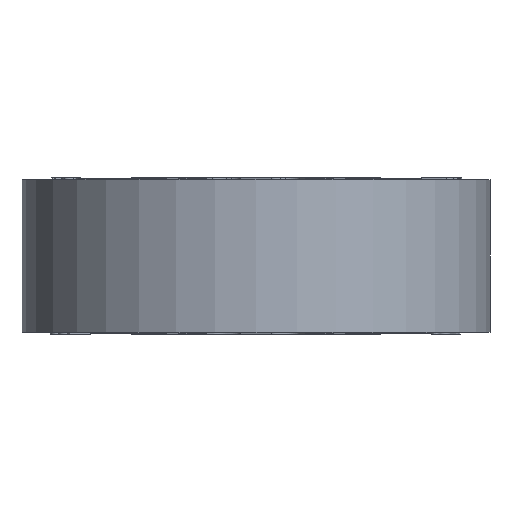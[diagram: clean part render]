
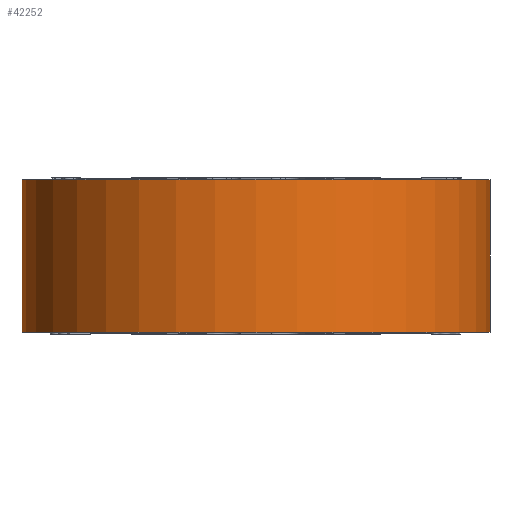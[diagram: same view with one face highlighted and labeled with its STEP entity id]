
A CAD part, front view. The second image highlights one B-rep face of the part: STEP entity #42252.
In plain terms, the highlighted cylindrical face has radius 38.1 mm (diameter 76.2 mm), a partial arc.
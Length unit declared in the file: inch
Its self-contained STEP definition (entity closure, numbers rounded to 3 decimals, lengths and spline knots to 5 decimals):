
#770 = FACE_OUTER_BOUND ( 'NONE', #47465, .T. ) ;
#1090 = VERTEX_POINT ( 'NONE', #34783 ) ;
#1424 = DIRECTION ( 'NONE',  ( 0., 0., -1. ) ) ;
#1518 = CARTESIAN_POINT ( 'NONE',  ( 1.5, 0., 0.48778 ) ) ;
#2859 = CIRCLE ( 'NONE', #29833, 1.5 ) ;
#4440 = VECTOR ( 'NONE', #42383, 39.37008 ) ;
#5699 = CARTESIAN_POINT ( 'NONE',  ( 0., 0., 0.48778 ) ) ;
#5982 = VERTEX_POINT ( 'NONE', #36218 ) ;
#6454 = VERTEX_POINT ( 'NONE', #18899 ) ;
#7735 = DIRECTION ( 'NONE',  ( 0., -1., 0. ) ) ;
#10663 = LINE ( 'NONE', #47384, #17583 ) ;
#12001 = CARTESIAN_POINT ( 'NONE',  ( 0., 0., 0.48778 ) ) ;
#14878 = AXIS2_PLACEMENT_3D ( 'NONE', #38103, #1424, #34226 ) ;
#15032 = ORIENTED_EDGE ( 'NONE', *, *, #20437, .F. ) ;
#16244 = AXIS2_PLACEMENT_3D ( 'NONE', #5699, #27184, #46285 ) ;
#16291 = VERTEX_POINT ( 'NONE', #41479 ) ;
#17170 = EDGE_CURVE ( 'NONE', #16291, #22689, #10663, .T. ) ;
#17583 = VECTOR ( 'NONE', #32610, 39.37008 ) ;
#18821 = CARTESIAN_POINT ( 'NONE',  ( 0., 0., -0.48778 ) ) ;
#18899 = CARTESIAN_POINT ( 'NONE',  ( 1.5, 0., -0.48778 ) ) ;
#19478 = DIRECTION ( 'NONE',  ( 0., -1., 0. ) ) ;
#19539 = CARTESIAN_POINT ( 'NONE',  ( 0., 0., 0.5 ) ) ;
#20437 = EDGE_CURVE ( 'NONE', #5982, #22689, #2859, .T. ) ;
#22086 = ORIENTED_EDGE ( 'NONE', *, *, #46805, .F. ) ;
#22461 = ORIENTED_EDGE ( 'NONE', *, *, #28765, .F. ) ;
#22689 = VERTEX_POINT ( 'NONE', #40234 ) ;
#23140 = CYLINDRICAL_SURFACE ( 'NONE', #26027, 1.5 ) ;
#26027 = AXIS2_PLACEMENT_3D ( 'NONE', #19539, #45418, #37920 ) ;
#27184 = DIRECTION ( 'NONE',  ( 0., 0., 1. ) ) ;
#27809 = EDGE_CURVE ( 'NONE', #6454, #5982, #36459, .T. ) ;
#28765 = EDGE_CURVE ( 'NONE', #16291, #1090, #37269, .T. ) ;
#29833 = AXIS2_PLACEMENT_3D ( 'NONE', #18821, #47586, #7735 ) ;
#31594 = CIRCLE ( 'NONE', #16244, 1.5 ) ;
#32610 = DIRECTION ( 'NONE',  ( 0., 0., -1. ) ) ;
#32931 = VERTEX_POINT ( 'NONE', #1518 ) ;
#34226 = DIRECTION ( 'NONE',  ( 0., -1., 0. ) ) ;
#34552 = ORIENTED_EDGE ( 'NONE', *, *, #17170, .T. ) ;
#34783 = CARTESIAN_POINT ( 'NONE',  ( 0., -1.5, 0.48778 ) ) ;
#36218 = CARTESIAN_POINT ( 'NONE',  ( 0., -1.5, -0.48778 ) ) ;
#36459 = CIRCLE ( 'NONE', #14878, 1.5 ) ;
#37269 = CIRCLE ( 'NONE', #40335, 1.5 ) ;
#37848 = DIRECTION ( 'NONE',  ( 0., 0., 1. ) ) ;
#37920 = DIRECTION ( 'NONE',  ( -1., 0., 0. ) ) ;
#38103 = CARTESIAN_POINT ( 'NONE',  ( 0., 0., -0.48778 ) ) ;
#40234 = CARTESIAN_POINT ( 'NONE',  ( -1.5, 0., -0.48778 ) ) ;
#40335 = AXIS2_PLACEMENT_3D ( 'NONE', #12001, #37848, #19478 ) ;
#41328 = EDGE_CURVE ( 'NONE', #1090, #32931, #31594, .T. ) ;
#41479 = CARTESIAN_POINT ( 'NONE',  ( -1.5, 0., 0.48778 ) ) ;
#41684 = LINE ( 'NONE', #46021, #4440 ) ;
#42252 = ADVANCED_FACE ( 'NONE', ( #770 ), #23140, .T. ) ;
#42383 = DIRECTION ( 'NONE',  ( 0., 0., -1. ) ) ;
#44351 = ORIENTED_EDGE ( 'NONE', *, *, #27809, .F. ) ;
#45418 = DIRECTION ( 'NONE',  ( 0., 0., -1. ) ) ;
#46021 = CARTESIAN_POINT ( 'NONE',  ( 1.5, 0., 0.5 ) ) ;
#46285 = DIRECTION ( 'NONE',  ( 0., -1., 0. ) ) ;
#46598 = ORIENTED_EDGE ( 'NONE', *, *, #41328, .F. ) ;
#46805 = EDGE_CURVE ( 'NONE', #32931, #6454, #41684, .T. ) ;
#47384 = CARTESIAN_POINT ( 'NONE',  ( -1.5, 0., 0.5 ) ) ;
#47465 = EDGE_LOOP ( 'NONE', ( #22086, #46598, #22461, #34552, #15032, #44351 ) ) ;
#47586 = DIRECTION ( 'NONE',  ( 0., 0., -1. ) ) ;
